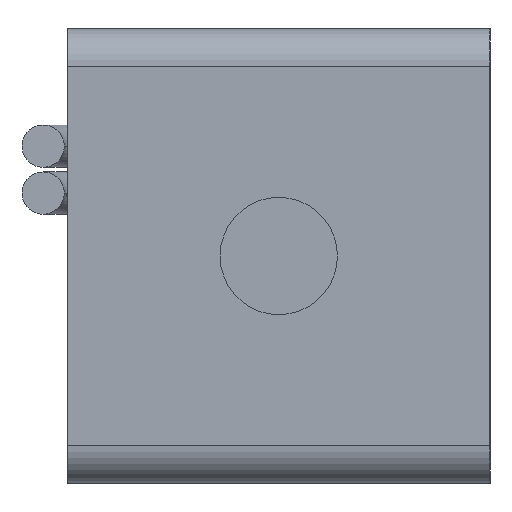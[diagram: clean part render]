
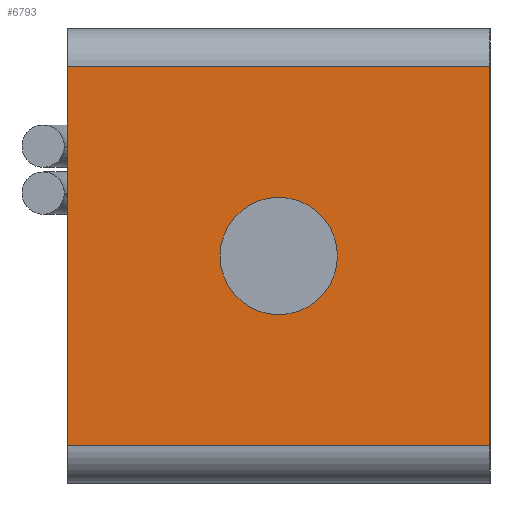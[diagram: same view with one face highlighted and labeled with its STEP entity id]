
A CAD part, left-side view. The second image highlights one B-rep face of the part: STEP entity #6793.
In plain terms, the highlighted planar face has unit normal (-1, 0, 0).
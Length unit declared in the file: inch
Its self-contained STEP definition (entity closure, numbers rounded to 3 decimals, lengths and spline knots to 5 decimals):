
#41 = ORIENTED_EDGE ( 'NONE', *, *, #2355, .T. ) ;
#75 = ORIENTED_EDGE ( 'NONE', *, *, #6127, .T. ) ;
#311 = VERTEX_POINT ( 'NONE', #7115 ) ;
#434 = CARTESIAN_POINT ( 'NONE',  ( -0.4095, 0., 0. ) ) ;
#712 = DIRECTION ( 'NONE',  ( 0., 0., 1. ) ) ;
#778 = DIRECTION ( 'NONE',  ( -1., 0., 0. ) ) ;
#1325 = DIRECTION ( 'NONE',  ( -1., 0., 0. ) ) ;
#1350 = EDGE_CURVE ( 'NONE', #7138, #5384, #3429, .T. ) ;
#1397 = DIRECTION ( 'NONE',  ( 0., 0., 1. ) ) ;
#1670 = CARTESIAN_POINT ( 'NONE',  ( -0.4095, -0.225, 0.202 ) ) ;
#1933 = ORIENTED_EDGE ( 'NONE', *, *, #2646, .F. ) ;
#1972 = CARTESIAN_POINT ( 'NONE',  ( -0.4095, 0., 0. ) ) ;
#2078 = LINE ( 'NONE', #7212, #5945 ) ;
#2169 = CARTESIAN_POINT ( 'NONE',  ( -0.4095, -0.225, -0.202 ) ) ;
#2291 = AXIS2_PLACEMENT_3D ( 'NONE', #4167, #778, #5938 ) ;
#2311 = ORIENTED_EDGE ( 'NONE', *, *, #1350, .T. ) ;
#2355 = EDGE_CURVE ( 'NONE', #5384, #4419, #6044, .T. ) ;
#2441 = FACE_BOUND ( 'NONE', #5872, .T. ) ;
#2540 = VECTOR ( 'NONE', #4436, 39.37008 ) ;
#2646 = EDGE_CURVE ( 'NONE', #7138, #7131, #2078, .T. ) ;
#2978 = VECTOR ( 'NONE', #712, 39.37008 ) ;
#2998 = PLANE ( 'NONE',  #2291 ) ;
#3253 = DIRECTION ( 'NONE',  ( -1., 0., 0. ) ) ;
#3361 = EDGE_CURVE ( 'NONE', #311, #4603, #3936, .T. ) ;
#3429 = LINE ( 'NONE', #2169, #2540 ) ;
#3472 = AXIS2_PLACEMENT_3D ( 'NONE', #1972, #1325, #1397 ) ;
#3775 = FACE_OUTER_BOUND ( 'NONE', #3802, .T. ) ;
#3802 = EDGE_LOOP ( 'NONE', ( #41, #75, #1933, #2311 ) ) ;
#3892 = CARTESIAN_POINT ( 'NONE',  ( -0.4095, 0., 0.0625 ) ) ;
#3936 = CIRCLE ( 'NONE', #3472, 0.0625 ) ;
#4057 = ORIENTED_EDGE ( 'NONE', *, *, #3361, .F. ) ;
#4094 = AXIS2_PLACEMENT_3D ( 'NONE', #434, #3253, #6659 ) ;
#4167 = CARTESIAN_POINT ( 'NONE',  ( -0.4095, -0.225, 0.242 ) ) ;
#4176 = EDGE_CURVE ( 'NONE', #4603, #311, #4994, .T. ) ;
#4419 = VERTEX_POINT ( 'NONE', #1670 ) ;
#4436 = DIRECTION ( 'NONE',  ( 0., -1., 0. ) ) ;
#4603 = VERTEX_POINT ( 'NONE', #3892 ) ;
#4793 = CARTESIAN_POINT ( 'NONE',  ( -0.4095, -0.225, 0.242 ) ) ;
#4994 = CIRCLE ( 'NONE', #4094, 0.0625 ) ;
#5384 = VERTEX_POINT ( 'NONE', #5490 ) ;
#5490 = CARTESIAN_POINT ( 'NONE',  ( -0.4095, -0.225, -0.202 ) ) ;
#5685 = LINE ( 'NONE', #6823, #7041 ) ;
#5872 = EDGE_LOOP ( 'NONE', ( #4057, #6158 ) ) ;
#5938 = DIRECTION ( 'NONE',  ( 0., 0., 1. ) ) ;
#5945 = VECTOR ( 'NONE', #6803, 39.37008 ) ;
#6044 = LINE ( 'NONE', #4793, #2978 ) ;
#6127 = EDGE_CURVE ( 'NONE', #4419, #7131, #5685, .T. ) ;
#6129 = CARTESIAN_POINT ( 'NONE',  ( -0.4095, 0.225, -0.202 ) ) ;
#6158 = ORIENTED_EDGE ( 'NONE', *, *, #4176, .F. ) ;
#6221 = DIRECTION ( 'NONE',  ( 0., 1., 0. ) ) ;
#6659 = DIRECTION ( 'NONE',  ( 0., 0., 1. ) ) ;
#6660 = CARTESIAN_POINT ( 'NONE',  ( -0.4095, 0.225, 0.202 ) ) ;
#6793 = ADVANCED_FACE ( 'NONE', ( #3775, #2441 ), #2998, .T. ) ;
#6803 = DIRECTION ( 'NONE',  ( 0., 0., 1. ) ) ;
#6823 = CARTESIAN_POINT ( 'NONE',  ( -0.4095, -0.225, 0.202 ) ) ;
#7041 = VECTOR ( 'NONE', #6221, 39.37008 ) ;
#7115 = CARTESIAN_POINT ( 'NONE',  ( -0.4095, 0., -0.0625 ) ) ;
#7131 = VERTEX_POINT ( 'NONE', #6660 ) ;
#7138 = VERTEX_POINT ( 'NONE', #6129 ) ;
#7212 = CARTESIAN_POINT ( 'NONE',  ( -0.4095, 0.225, 0.242 ) ) ;
